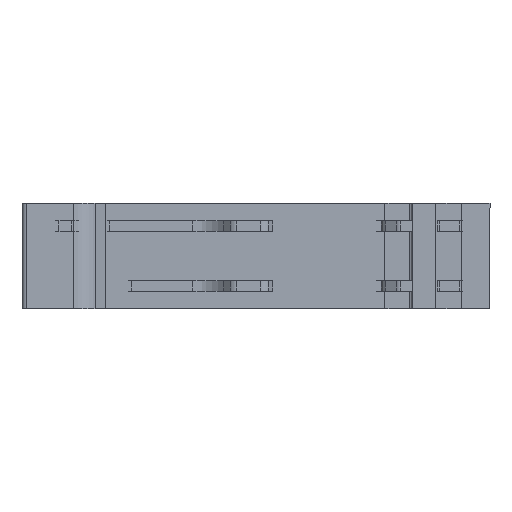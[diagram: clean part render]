
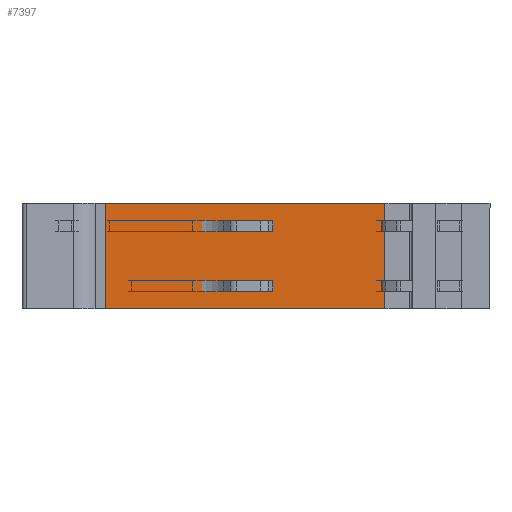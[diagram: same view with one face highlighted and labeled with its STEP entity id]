
A CAD part, left-side view. The second image highlights one B-rep face of the part: STEP entity #7397.
In plain terms, the highlighted planar face has unit normal (-1, 0, 0).
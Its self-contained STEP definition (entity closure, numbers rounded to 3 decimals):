
#441 = ORIENTED_EDGE ( 'NONE', *, *, #16803, .F. ) ;
#728 = CARTESIAN_POINT ( 'NONE',  ( 522.767, -68.864, -63.464 ) ) ;
#1113 = VECTOR ( 'NONE', #1732, 1000. ) ;
#1343 = EDGE_LOOP ( 'NONE', ( #441, #16845, #14640, #8341 ) ) ;
#1732 = DIRECTION ( 'NONE',  ( 0., 1., 0. ) ) ;
#1837 = VECTOR ( 'NONE', #14004, 1000. ) ;
#2040 = CARTESIAN_POINT ( 'NONE',  ( 522.767, -35.844, -63.464 ) ) ;
#2718 = CARTESIAN_POINT ( 'NONE',  ( 522.767, -68.864, -51.468 ) ) ;
#2832 = FACE_OUTER_BOUND ( 'NONE', #1343, .T. ) ;
#2916 = DIRECTION ( 'NONE',  ( 0., 0., -1. ) ) ;
#3102 = CARTESIAN_POINT ( 'NONE',  ( 522.767, -68.864, 23.518 ) ) ;
#4277 = CARTESIAN_POINT ( 'NONE',  ( 522.767, -27.647, -53.368 ) ) ;
#4448 = LINE ( 'NONE', #3102, #1837 ) ;
#4484 = VERTEX_POINT ( 'NONE', #2040 ) ;
#4804 = EDGE_CURVE ( 'NONE', #9557, #4484, #17427, .T. ) ;
#5468 = CARTESIAN_POINT ( 'NONE',  ( 522.767, -68.864, -51.468 ) ) ;
#5986 = AXIS2_PLACEMENT_3D ( 'NONE', #4277, #15273, #2916 ) ;
#6142 = DIRECTION ( 'NONE',  ( 0., 0., -1. ) ) ;
#7397 = ADVANCED_FACE ( 'NONE', ( #2832 ), #9846, .T. ) ;
#7738 = EDGE_CURVE ( 'NONE', #13669, #9557, #16613, .T. ) ;
#8341 = ORIENTED_EDGE ( 'NONE', *, *, #4804, .T. ) ;
#8576 = EDGE_CURVE ( 'NONE', #13669, #14383, #4448, .T. ) ;
#9344 = CARTESIAN_POINT ( 'NONE',  ( 522.767, -35.844, -51.468 ) ) ;
#9557 = VERTEX_POINT ( 'NONE', #9344 ) ;
#9846 = PLANE ( 'NONE',  #5986 ) ;
#9961 = VECTOR ( 'NONE', #6142, 1000. ) ;
#12049 = VECTOR ( 'NONE', #13717, 1000. ) ;
#13669 = VERTEX_POINT ( 'NONE', #5468 ) ;
#13717 = DIRECTION ( 'NONE',  ( 0., 1., 0. ) ) ;
#14004 = DIRECTION ( 'NONE',  ( 0., 0., -1. ) ) ;
#14149 = LINE ( 'NONE', #728, #1113 ) ;
#14383 = VERTEX_POINT ( 'NONE', #14615 ) ;
#14534 = CARTESIAN_POINT ( 'NONE',  ( 522.767, -35.844, 23.518 ) ) ;
#14615 = CARTESIAN_POINT ( 'NONE',  ( 522.767, -68.864, -63.464 ) ) ;
#14640 = ORIENTED_EDGE ( 'NONE', *, *, #7738, .T. ) ;
#15273 = DIRECTION ( 'NONE',  ( -1., 0., 0. ) ) ;
#16613 = LINE ( 'NONE', #2718, #12049 ) ;
#16803 = EDGE_CURVE ( 'NONE', #14383, #4484, #14149, .T. ) ;
#16845 = ORIENTED_EDGE ( 'NONE', *, *, #8576, .F. ) ;
#17427 = LINE ( 'NONE', #14534, #9961 ) ;
